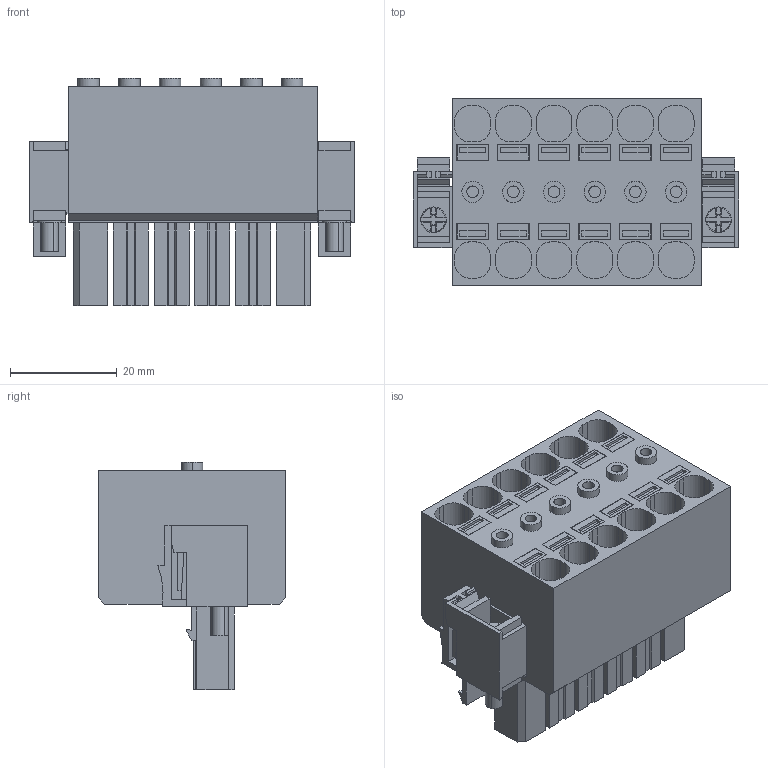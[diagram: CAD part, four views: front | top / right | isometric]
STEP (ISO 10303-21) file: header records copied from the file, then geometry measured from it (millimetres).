
FILE_DESCRIPTION(('CATIA V5 STEP Exchange','CAx-IF Rec.Pracs.--- Model Styling and Organization---1.4--- 2014-01-23'),'2;1');
FILE_NAME ('1208085-3_0_2720520000_2720520000.stp','2020-07-23T11:01:44+00:00',('none'),('Weidmueller'),'CATIA Version 5-6 Release 2016','CATIA V5 STEP AP214','none');
FILE_SCHEMA(('AUTOMOTIVE_DESIGN { 1 0 10303 214 1 1 1 1 }'));
Length unit declared in the file: millimetre
Products named in the file (1): 2720520000
Bounding box: 60.96 x 35.05 x 42.58 mm (x, y, z)
Volume: 44308.2 mm3; surface area: 19698.8 mm2
Topology: 17 solids, 17 shells, 852 faces, 2188 edges, 1457 vertices
Faces by surface type: plane 754, cylinder 94, cone 4
Entity records: 25121 total; most frequent: CARTESIAN_POINT 4714, ORIENTED_EDGE 4376, DIRECTION 3322, EDGE_CURVE 2188, VECTOR 1964, LINE 1964, VERTEX_POINT 1457, EDGE_LOOP 947
